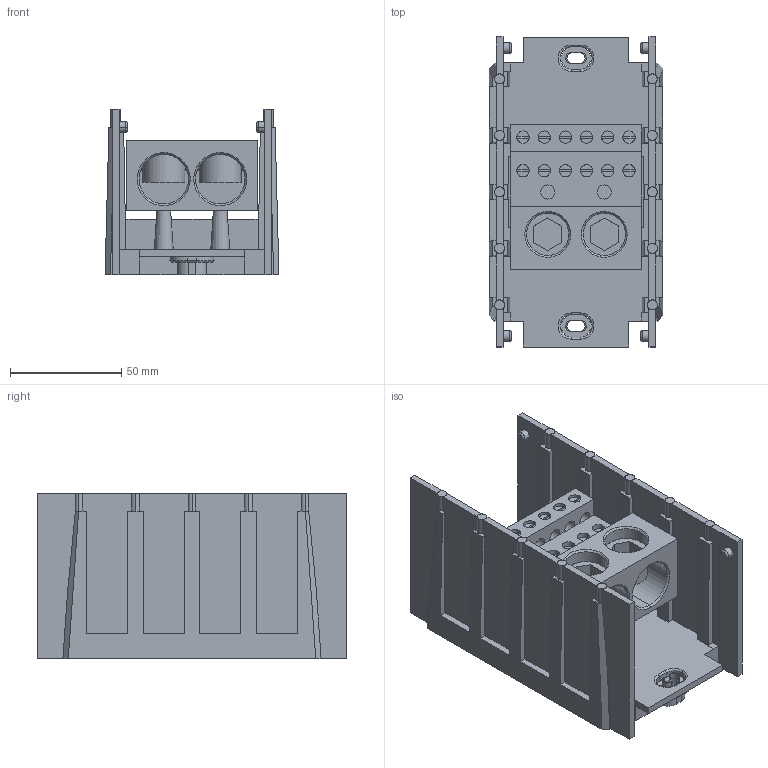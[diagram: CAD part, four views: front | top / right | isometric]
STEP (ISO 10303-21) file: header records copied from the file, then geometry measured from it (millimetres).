
FILE_DESCRIPTION (( 'STEP AP214' ), '1' );
FILE_NAME ('PB7121.STEP', '2014-12-17T20:09:09', ( '' ), ( '' ), 'SwSTEP 2.0', 'SolidWorks 2014', '' );
FILE_SCHEMA (( 'AUTOMOTIVE_DESIGN' ));
Length unit declared in the file: inch
Products named in the file (1): PB7121
Bounding box: 78.18 x 139.3 x 74.22 mm (x, y, z)
Volume: 224890.7 mm3; surface area: 143245 mm2
Topology: 28 solids, 28 shells, 777 faces, 2113 edges, 1374 vertices
Faces by surface type: plane 473, cylinder 268, torus 24, cone 12
Entity records: 34751 total; most frequent: CARTESIAN_POINT 6871, ORIENTED_EDGE 4226, DIRECTION 4127, EDGE_CURVE 2113, AXIS2_PLACEMENT_3D 1414, VERTEX_POINT 1374, VECTOR 1299, LINE 1299
